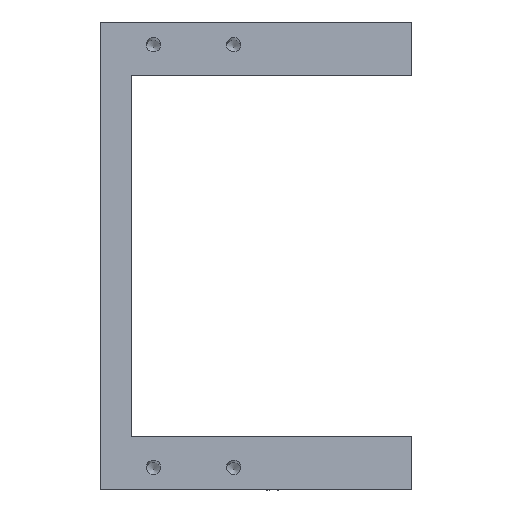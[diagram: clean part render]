
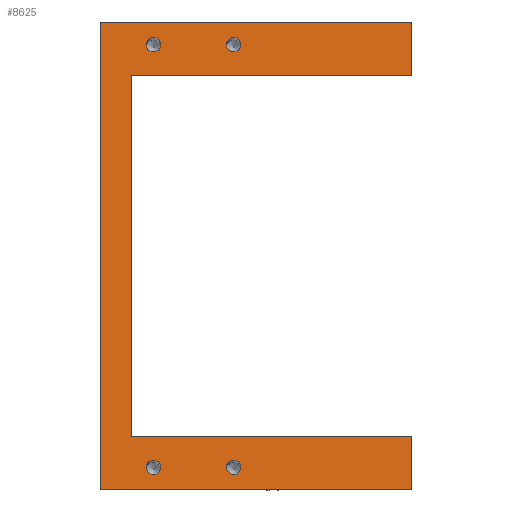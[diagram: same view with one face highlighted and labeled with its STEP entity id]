
A CAD part, front view. The second image highlights one B-rep face of the part: STEP entity #8625.
In plain terms, the highlighted planar face has unit normal (0, -0.998, 0.065).
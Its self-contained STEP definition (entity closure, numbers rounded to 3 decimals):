
#24=CIRCLE('',#9071,1.621);
#25=CIRCLE('',#9072,1.621);
#28=CIRCLE('',#9077,1.621);
#29=CIRCLE('',#9078,1.621);
#32=CIRCLE('',#9083,1.621);
#33=CIRCLE('',#9084,1.621);
#36=CIRCLE('',#9089,1.621);
#37=CIRCLE('',#9090,1.621);
#317=FACE_BOUND('',#1459,.T.);
#318=FACE_BOUND('',#1460,.T.);
#319=FACE_BOUND('',#1461,.T.);
#320=FACE_BOUND('',#1462,.T.);
#962=FACE_OUTER_BOUND('',#1458,.T.);
#1458=EDGE_LOOP('',(#6279,#6280,#6281,#6282,#6283,#6284,#6285,#6286));
#1459=EDGE_LOOP('',(#6287,#6288));
#1460=EDGE_LOOP('',(#6289,#6290));
#1461=EDGE_LOOP('',(#6291,#6292));
#1462=EDGE_LOOP('',(#6293,#6294));
#2069=LINE('',#12072,#2861);
#2074=LINE('',#12083,#2866);
#2076=LINE('',#12087,#2868);
#2083=LINE('',#12108,#2875);
#2084=LINE('',#12110,#2876);
#2085=LINE('',#12111,#2877);
#2086=LINE('',#12113,#2878);
#2087=LINE('',#12114,#2879);
#2861=VECTOR('',#9661,10.);
#2866=VECTOR('',#9668,10.);
#2868=VECTOR('',#9672,10.);
#2875=VECTOR('',#9691,10.);
#2876=VECTOR('',#9692,10.);
#2877=VECTOR('',#9693,10.);
#2878=VECTOR('',#9694,10.);
#2879=VECTOR('',#9695,10.);
#3647=VERTEX_POINT('',#12023);
#3648=VERTEX_POINT('',#12024);
#3652=VERTEX_POINT('',#12036);
#3653=VERTEX_POINT('',#12037);
#3657=VERTEX_POINT('',#12049);
#3658=VERTEX_POINT('',#12050);
#3662=VERTEX_POINT('',#12062);
#3663=VERTEX_POINT('',#12063);
#3664=VERTEX_POINT('',#12068);
#3666=VERTEX_POINT('',#12071);
#3670=VERTEX_POINT('',#12080);
#3671=VERTEX_POINT('',#12082);
#3672=VERTEX_POINT('',#12086);
#3680=VERTEX_POINT('',#12107);
#3681=VERTEX_POINT('',#12109);
#3682=VERTEX_POINT('',#12112);
#4625=EDGE_CURVE('',#3647,#3648,#24,.T.);
#4626=EDGE_CURVE('',#3648,#3647,#25,.T.);
#4631=EDGE_CURVE('',#3652,#3653,#28,.T.);
#4632=EDGE_CURVE('',#3653,#3652,#29,.T.);
#4637=EDGE_CURVE('',#3657,#3658,#32,.T.);
#4638=EDGE_CURVE('',#3658,#3657,#33,.T.);
#4643=EDGE_CURVE('',#3662,#3663,#36,.T.);
#4644=EDGE_CURVE('',#3663,#3662,#37,.T.);
#4647=EDGE_CURVE('',#3666,#3664,#2069,.T.);
#4652=EDGE_CURVE('',#3671,#3670,#2074,.T.);
#4654=EDGE_CURVE('',#3672,#3666,#2076,.T.);
#4665=EDGE_CURVE('',#3680,#3664,#2083,.T.);
#4666=EDGE_CURVE('',#3681,#3680,#2084,.T.);
#4667=EDGE_CURVE('',#3681,#3671,#2085,.T.);
#4668=EDGE_CURVE('',#3670,#3682,#2086,.T.);
#4669=EDGE_CURVE('',#3682,#3672,#2087,.T.);
#6279=ORIENTED_EDGE('',*,*,#4647,.T.);
#6280=ORIENTED_EDGE('',*,*,#4665,.F.);
#6281=ORIENTED_EDGE('',*,*,#4666,.F.);
#6282=ORIENTED_EDGE('',*,*,#4667,.T.);
#6283=ORIENTED_EDGE('',*,*,#4652,.T.);
#6284=ORIENTED_EDGE('',*,*,#4668,.T.);
#6285=ORIENTED_EDGE('',*,*,#4669,.T.);
#6286=ORIENTED_EDGE('',*,*,#4654,.T.);
#6287=ORIENTED_EDGE('',*,*,#4625,.T.);
#6288=ORIENTED_EDGE('',*,*,#4626,.T.);
#6289=ORIENTED_EDGE('',*,*,#4631,.T.);
#6290=ORIENTED_EDGE('',*,*,#4632,.T.);
#6291=ORIENTED_EDGE('',*,*,#4637,.T.);
#6292=ORIENTED_EDGE('',*,*,#4638,.T.);
#6293=ORIENTED_EDGE('',*,*,#4643,.T.);
#6294=ORIENTED_EDGE('',*,*,#4644,.T.);
#8312=PLANE('',#9099);
#8625=ADVANCED_FACE('',(#962,#317,#318,#319,#320),#8312,.T.);
#9071=AXIS2_PLACEMENT_3D('',#12025,#9611,#9612);
#9072=AXIS2_PLACEMENT_3D('',#12026,#9613,#9614);
#9077=AXIS2_PLACEMENT_3D('',#12038,#9625,#9626);
#9078=AXIS2_PLACEMENT_3D('',#12039,#9627,#9628);
#9083=AXIS2_PLACEMENT_3D('',#12051,#9639,#9640);
#9084=AXIS2_PLACEMENT_3D('',#12052,#9641,#9642);
#9089=AXIS2_PLACEMENT_3D('',#12064,#9653,#9654);
#9090=AXIS2_PLACEMENT_3D('',#12065,#9655,#9656);
#9099=AXIS2_PLACEMENT_3D('',#12106,#9689,#9690);
#9611=DIRECTION('center_axis',(0.,0.998,
-0.065));
#9612=DIRECTION('ref_axis',(1.,0.,0.));
#9613=DIRECTION('center_axis',(0.,0.998,
-0.065));
#9614=DIRECTION('ref_axis',(1.,0.,0.));
#9625=DIRECTION('center_axis',(0.,0.998,
-0.065));
#9626=DIRECTION('ref_axis',(1.,0.,0.));
#9627=DIRECTION('center_axis',(0.,0.998,
-0.065));
#9628=DIRECTION('ref_axis',(1.,0.,0.));
#9639=DIRECTION('center_axis',(0.,0.998,
-0.065));
#9640=DIRECTION('ref_axis',(1.,0.,0.));
#9641=DIRECTION('center_axis',(0.,0.998,
-0.065));
#9642=DIRECTION('ref_axis',(1.,0.,0.));
#9653=DIRECTION('center_axis',(0.,0.998,
-0.065));
#9654=DIRECTION('ref_axis',(1.,0.,0.));
#9655=DIRECTION('center_axis',(0.,0.998,
-0.065));
#9656=DIRECTION('ref_axis',(1.,0.,0.));
#9661=DIRECTION('',(0.,0.065,0.998));
#9668=DIRECTION('',(0.,0.065,0.998));
#9672=DIRECTION('',(1.,0.,0.));
#9689=DIRECTION('center_axis',(0.,-0.998,
0.065));
#9690=DIRECTION('ref_axis',(0.,-0.065,-0.998));
#9691=DIRECTION('',(1.,0.,0.));
#9692=DIRECTION('',(0.,0.065,0.998));
#9693=DIRECTION('',(1.,0.,0.));
#9694=DIRECTION('',(-1.,0.,0.));
#9695=DIRECTION('',(0.,0.065,0.998));
#12023=CARTESIAN_POINT('',(-58.379,-6.203,0.101));
#12024=CARTESIAN_POINT('',(-61.621,-6.203,0.101));
#12025=CARTESIAN_POINT('Origin',(-60.,-6.203,0.101));
#12026=CARTESIAN_POINT('Origin',(-60.,-6.203,0.101));
#12036=CARTESIAN_POINT('',(-58.379,-0.007,94.899));
#12037=CARTESIAN_POINT('',(-61.621,-0.007,94.899));
#12038=CARTESIAN_POINT('Origin',(-60.,-0.007,94.899));
#12039=CARTESIAN_POINT('Origin',(-60.,-0.007,94.899));
#12049=CARTESIAN_POINT('',(-76.379,-0.007,94.899));
#12050=CARTESIAN_POINT('',(-79.621,-0.007,94.899));
#12051=CARTESIAN_POINT('Origin',(-78.,-0.007,94.899));
#12052=CARTESIAN_POINT('Origin',(-78.,-0.007,94.899));
#12062=CARTESIAN_POINT('',(-76.379,-6.203,0.101));
#12063=CARTESIAN_POINT('',(-79.621,-6.203,0.101));
#12064=CARTESIAN_POINT('Origin',(-78.,-6.203,0.101));
#12065=CARTESIAN_POINT('Origin',(-78.,-6.203,0.101));
#12068=CARTESIAN_POINT('',(-20.,0.327,100.));
#12071=CARTESIAN_POINT('',(-20.,-0.458,88.));
#12072=CARTESIAN_POINT('',(-20.,-3.226,45.642));
#12080=CARTESIAN_POINT('',(-20.,-5.752,7.));
#12082=CARTESIAN_POINT('',(-20.,-6.537,-5.));
#12083=CARTESIAN_POINT('',(-20.,-3.226,45.642));
#12086=CARTESIAN_POINT('',(-83.,-0.458,88.));
#12087=CARTESIAN_POINT('',(-41.775,-0.458,88.));
#12106=CARTESIAN_POINT('Origin',(-90.,0.,95.));
#12107=CARTESIAN_POINT('',(-90.,0.327,100.));
#12108=CARTESIAN_POINT('',(-67.5,0.327,100.));
#12109=CARTESIAN_POINT('',(-90.,-6.537,-5.));
#12110=CARTESIAN_POINT('',(-90.,-3.014,48.886));
#12111=CARTESIAN_POINT('',(-90.,-6.537,-5.));
#12112=CARTESIAN_POINT('',(-83.,-5.752,7.));
#12113=CARTESIAN_POINT('',(-86.5,-5.752,7.));
#12114=CARTESIAN_POINT('',(-83.,-0.217,91.678));
